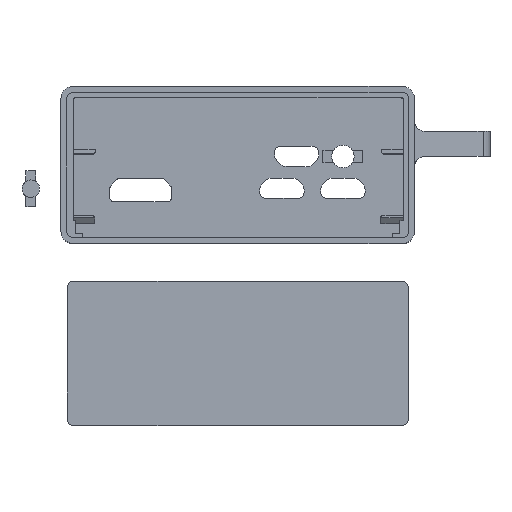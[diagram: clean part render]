
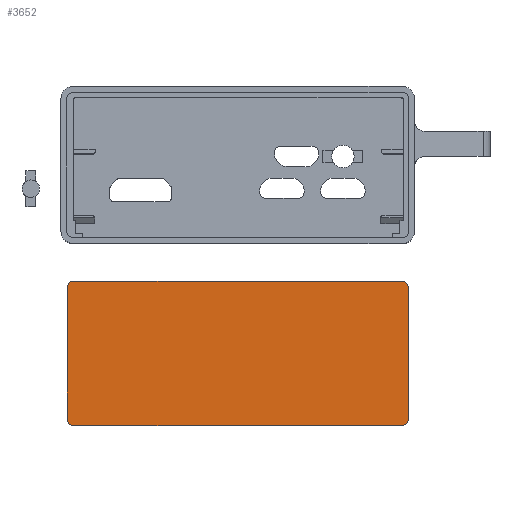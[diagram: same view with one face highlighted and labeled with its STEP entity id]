
A CAD part, top view. The second image highlights one B-rep face of the part: STEP entity #3652.
In plain terms, the highlighted planar face has unit normal (0, 0, 1).
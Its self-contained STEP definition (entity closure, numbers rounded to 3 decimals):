
#228=PLANE('',#4000);
#414=FACE_OUTER_BOUND('',#627,.T.);
#627=EDGE_LOOP('',(#3400,#3401,#3402,#3403,#3404,#3405,#3406,#3407));
#726=CIRCLE('',#3990,1.34);
#730=CIRCLE('',#3997,1.34);
#731=CIRCLE('',#4001,1.34);
#732=CIRCLE('',#4002,1.34);
#1116=LINE('',#6231,#1511);
#1122=LINE('',#6251,#1517);
#1123=LINE('',#6254,#1518);
#1125=LINE('',#6260,#1520);
#1511=VECTOR('',#4980,10.);
#1517=VECTOR('',#5000,10.);
#1518=VECTOR('',#5003,10.);
#1520=VECTOR('',#5009,10.);
#1855=VERTEX_POINT('',#6221);
#1856=VERTEX_POINT('',#6223);
#1858=VERTEX_POINT('',#6229);
#1864=VERTEX_POINT('',#6245);
#1865=VERTEX_POINT('',#6249);
#1866=VERTEX_POINT('',#6253);
#1867=VERTEX_POINT('',#6257);
#1868=VERTEX_POINT('',#6259);
#2364=EDGE_CURVE('',#1855,#1856,#726,.T.);
#2368=EDGE_CURVE('',#1858,#1855,#1116,.T.);
#2375=EDGE_CURVE('',#1864,#1858,#730,.T.);
#2378=EDGE_CURVE('',#1865,#1864,#1122,.F.);
#2379=EDGE_CURVE('',#1856,#1866,#1123,.F.);
#2381=EDGE_CURVE('',#1867,#1865,#731,.T.);
#2382=EDGE_CURVE('',#1868,#1867,#1125,.T.);
#2383=EDGE_CURVE('',#1866,#1868,#732,.T.);
#3400=ORIENTED_EDGE('',*,*,#2364,.F.);
#3401=ORIENTED_EDGE('',*,*,#2368,.F.);
#3402=ORIENTED_EDGE('',*,*,#2375,.F.);
#3403=ORIENTED_EDGE('',*,*,#2378,.F.);
#3404=ORIENTED_EDGE('',*,*,#2381,.F.);
#3405=ORIENTED_EDGE('',*,*,#2382,.F.);
#3406=ORIENTED_EDGE('',*,*,#2383,.F.);
#3407=ORIENTED_EDGE('',*,*,#2379,.F.);
#3652=ADVANCED_FACE('',(#414),#228,.F.);
#3990=AXIS2_PLACEMENT_3D('',#6224,#4973,#4974);
#3997=AXIS2_PLACEMENT_3D('',#6246,#4994,#4995);
#4000=AXIS2_PLACEMENT_3D('',#6256,#5005,#5006);
#4001=AXIS2_PLACEMENT_3D('',#6258,#5007,#5008);
#4002=AXIS2_PLACEMENT_3D('',#6261,#5010,#5011);
#4973=DIRECTION('center_axis',(0.,0.,
-1.));
#4974=DIRECTION('ref_axis',(-0.707,-0.707,0.));
#4980=DIRECTION('',(-1.,0.,0.));
#4994=DIRECTION('center_axis',(0.,0.,
-1.));
#4995=DIRECTION('ref_axis',(0.707,-0.707,0.));
#5000=DIRECTION('',(0.,1.,0.));
#5003=DIRECTION('',(0.,-1.,0.));
#5005=DIRECTION('center_axis',(0.,0.,
-1.));
#5006=DIRECTION('ref_axis',(-1.,0.,0.));
#5007=DIRECTION('center_axis',(0.,0.,
-1.));
#5008=DIRECTION('ref_axis',(0.707,0.707,0.));
#5009=DIRECTION('',(1.,0.,0.));
#5010=DIRECTION('center_axis',(0.,0.,
-1.));
#5011=DIRECTION('ref_axis',(-0.707,0.707,0.));
#6221=CARTESIAN_POINT('',(191.395,39.012,0.968));
#6223=CARTESIAN_POINT('',(190.055,40.352,0.968));
#6224=CARTESIAN_POINT('Origin',(191.395,40.352,0.968));
#6229=CARTESIAN_POINT('',(258.605,39.012,0.968));
#6231=CARTESIAN_POINT('',(241.853,39.012,0.968));
#6245=CARTESIAN_POINT('',(259.945,40.352,0.968));
#6246=CARTESIAN_POINT('Origin',(258.605,40.352,0.968));
#6249=CARTESIAN_POINT('',(259.945,67.331,0.968));
#6251=CARTESIAN_POINT('',(259.945,64.88,0.968));
#6253=CARTESIAN_POINT('',(190.055,67.331,0.968));
#6254=CARTESIAN_POINT('',(190.055,58.39,0.968));
#6256=CARTESIAN_POINT('Origin',(225.,57.62,0.968));
#6257=CARTESIAN_POINT('',(258.605,68.671,0.968));
#6258=CARTESIAN_POINT('Origin',(258.605,67.331,0.968));
#6259=CARTESIAN_POINT('',(191.395,68.671,0.968));
#6260=CARTESIAN_POINT('',(209.118,68.671,0.968));
#6261=CARTESIAN_POINT('Origin',(191.395,67.331,0.968));
